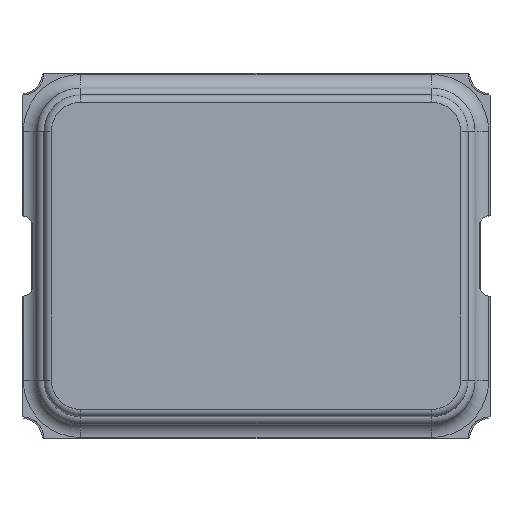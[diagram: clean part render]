
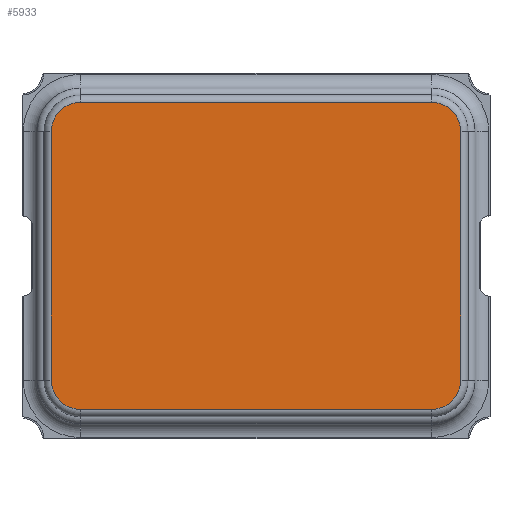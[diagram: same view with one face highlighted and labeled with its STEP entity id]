
A CAD part, top view. The second image highlights one B-rep face of the part: STEP entity #5933.
In plain terms, the highlighted planar face has unit normal (0, 0, 1).
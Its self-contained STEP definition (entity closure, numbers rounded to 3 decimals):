
#27 = LINE ( 'NONE', #4140, #2805 ) ;
#209 = CARTESIAN_POINT ( 'NONE',  ( -1.45, 1.05, 0.85 ) ) ;
#289 = AXIS2_PLACEMENT_3D ( 'NONE', #2667, #4517, #4055 ) ;
#393 = VERTEX_POINT ( 'NONE', #667 ) ;
#425 = CARTESIAN_POINT ( 'NONE',  ( -1.4, 0.85, 0.85 ) ) ;
#519 = DIRECTION ( 'NONE',  ( 1., 0., 0. ) ) ;
#606 = DIRECTION ( 'NONE',  ( 0., 0., -1. ) ) ;
#639 = EDGE_CURVE ( 'NONE', #1661, #3387, #3274, .T. ) ;
#667 = CARTESIAN_POINT ( 'NONE',  ( 1.4, 0.85, 0.85 ) ) ;
#738 = ORIENTED_EDGE ( 'NONE', *, *, #3854, .T. ) ;
#801 = CARTESIAN_POINT ( 'NONE',  ( -1.2, 1.05, 0.85 ) ) ;
#1023 = VECTOR ( 'NONE', #2156, 1000. ) ;
#1038 = DIRECTION ( 'NONE',  ( 1., 0., 0. ) ) ;
#1185 = ORIENTED_EDGE ( 'NONE', *, *, #3299, .T. ) ;
#1262 = AXIS2_PLACEMENT_3D ( 'NONE', #4639, #3112, #2143 ) ;
#1290 = AXIS2_PLACEMENT_3D ( 'NONE', #3051, #5987, #2511 ) ;
#1409 = VERTEX_POINT ( 'NONE', #5877 ) ;
#1609 = ORIENTED_EDGE ( 'NONE', *, *, #3631, .F. ) ;
#1661 = VERTEX_POINT ( 'NONE', #3084 ) ;
#1766 = VERTEX_POINT ( 'NONE', #5556 ) ;
#2028 = CARTESIAN_POINT ( 'NONE',  ( 1.2, 0.85, 0.85 ) ) ;
#2030 = DIRECTION ( 'NONE',  ( 0., -1., 0. ) ) ;
#2143 = DIRECTION ( 'NONE',  ( 1., 0., 0. ) ) ;
#2156 = DIRECTION ( 'NONE',  ( -1., 0., 0. ) ) ;
#2289 = EDGE_CURVE ( 'NONE', #4812, #4351, #27, .T. ) ;
#2367 = DIRECTION ( 'NONE',  ( 0., 1., 0. ) ) ;
#2425 = DIRECTION ( 'NONE',  ( 0., 0., -1. ) ) ;
#2438 = FACE_OUTER_BOUND ( 'NONE', #2633, .T. ) ;
#2487 = DIRECTION ( 'NONE',  ( 1., 0., 0. ) ) ;
#2507 = CIRCLE ( 'NONE', #289, 0.2 ) ;
#2511 = DIRECTION ( 'NONE',  ( 1., 0., 0. ) ) ;
#2603 = VECTOR ( 'NONE', #2367, 1000. ) ;
#2633 = EDGE_LOOP ( 'NONE', ( #1609, #738, #5796, #3524, #3005, #1185, #5990, #6023 ) ) ;
#2667 = CARTESIAN_POINT ( 'NONE',  ( -1.2, -0.85, 0.85 ) ) ;
#2776 = EDGE_CURVE ( 'NONE', #1661, #393, #4488, .T. ) ;
#2805 = VECTOR ( 'NONE', #2030, 1000. ) ;
#2845 = PLANE ( 'NONE',  #1290 ) ;
#3005 = ORIENTED_EDGE ( 'NONE', *, *, #5541, .F. ) ;
#3051 = CARTESIAN_POINT ( 'NONE',  ( 0., 0., 0.85 ) ) ;
#3084 = CARTESIAN_POINT ( 'NONE',  ( 1.4, -0.85, 0.85 ) ) ;
#3112 = DIRECTION ( 'NONE',  ( 0., 0., -1. ) ) ;
#3274 = CIRCLE ( 'NONE', #1262, 0.2 ) ;
#3286 = AXIS2_PLACEMENT_3D ( 'NONE', #4895, #2425, #519 ) ;
#3299 = EDGE_CURVE ( 'NONE', #1766, #4453, #3679, .T. ) ;
#3387 = VERTEX_POINT ( 'NONE', #4620 ) ;
#3524 = ORIENTED_EDGE ( 'NONE', *, *, #2776, .T. ) ;
#3631 = EDGE_CURVE ( 'NONE', #1409, #4351, #2507, .T. ) ;
#3679 = LINE ( 'NONE', #209, #1023 ) ;
#3854 = EDGE_CURVE ( 'NONE', #1409, #3387, #5795, .T. ) ;
#3886 = VECTOR ( 'NONE', #2487, 1000. ) ;
#4032 = CIRCLE ( 'NONE', #5549, 0.2 ) ;
#4055 = DIRECTION ( 'NONE',  ( 1., 0., 0. ) ) ;
#4140 = CARTESIAN_POINT ( 'NONE',  ( -1.4, -1.1, 0.85 ) ) ;
#4217 = CIRCLE ( 'NONE', #3286, 0.2 ) ;
#4351 = VERTEX_POINT ( 'NONE', #4724 ) ;
#4453 = VERTEX_POINT ( 'NONE', #801 ) ;
#4488 = LINE ( 'NONE', #4829, #2603 ) ;
#4517 = DIRECTION ( 'NONE',  ( 0., 0., -1. ) ) ;
#4620 = CARTESIAN_POINT ( 'NONE',  ( 1.2, -1.05, 0.85 ) ) ;
#4639 = CARTESIAN_POINT ( 'NONE',  ( 1.2, -0.85, 0.85 ) ) ;
#4724 = CARTESIAN_POINT ( 'NONE',  ( -1.4, -0.85, 0.85 ) ) ;
#4812 = VERTEX_POINT ( 'NONE', #425 ) ;
#4829 = CARTESIAN_POINT ( 'NONE',  ( 1.4, 1.1, 0.85 ) ) ;
#4895 = CARTESIAN_POINT ( 'NONE',  ( -1.2, 0.85, 0.85 ) ) ;
#5076 = EDGE_CURVE ( 'NONE', #4812, #4453, #4217, .T. ) ;
#5541 = EDGE_CURVE ( 'NONE', #1766, #393, #4032, .T. ) ;
#5549 = AXIS2_PLACEMENT_3D ( 'NONE', #2028, #606, #1038 ) ;
#5556 = CARTESIAN_POINT ( 'NONE',  ( 1.2, 1.05, 0.85 ) ) ;
#5795 = LINE ( 'NONE', #5859, #3886 ) ;
#5796 = ORIENTED_EDGE ( 'NONE', *, *, #639, .F. ) ;
#5859 = CARTESIAN_POINT ( 'NONE',  ( 1.45, -1.05, 0.85 ) ) ;
#5877 = CARTESIAN_POINT ( 'NONE',  ( -1.2, -1.05, 0.85 ) ) ;
#5933 = ADVANCED_FACE ( 'NONE', ( #2438 ), #2845, .T. ) ;
#5987 = DIRECTION ( 'NONE',  ( 0., 0., 1. ) ) ;
#5990 = ORIENTED_EDGE ( 'NONE', *, *, #5076, .F. ) ;
#6023 = ORIENTED_EDGE ( 'NONE', *, *, #2289, .T. ) ;
